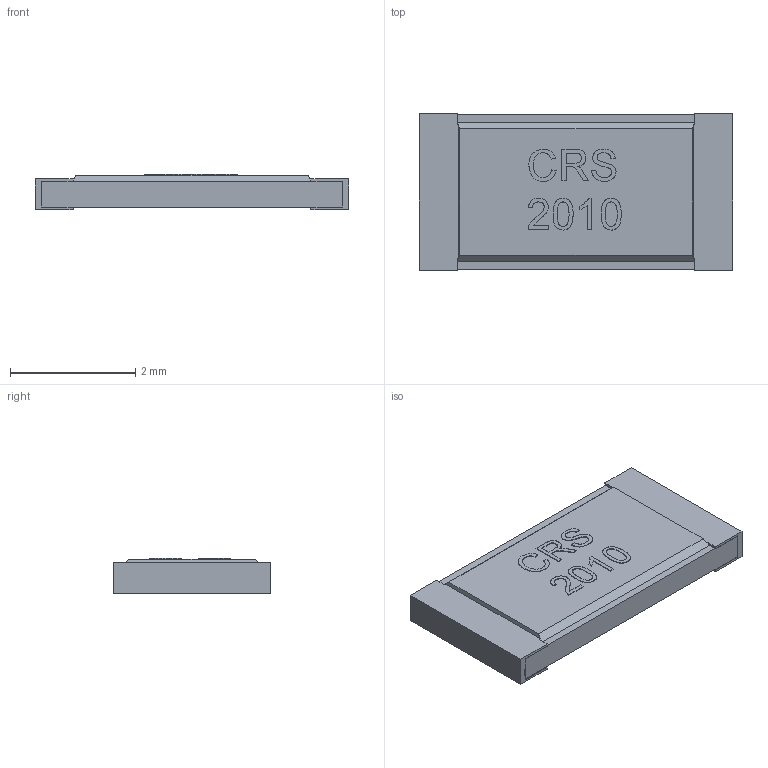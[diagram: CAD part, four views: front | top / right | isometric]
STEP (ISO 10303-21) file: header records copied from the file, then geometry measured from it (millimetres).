
FILE_DESCRIPTION(('FreeCAD Model'),'2;1');
FILE_NAME('R_2010.step','2017-06-07T19:27:28',( 'kicad StepUp'),('ksu MCAD'),'Open CASCADE STEP processor 7.1', 'FreeCAD','Unknown');
FILE_SCHEMA(('AUTOMOTIVE_DESIGN_CC2 { 1 2 10303 214 -1 1 5 4 }'));
Length unit declared in the file: millimetre
Products named in the file (1): R_2010
Bounding box: 5 x 2.5 x 0.56 mm (x, y, z)
Volume: 6.1 mm3; surface area: 32.5 mm2
Topology: 1 solids, 1 shells, 133 faces, 355 edges, 234 vertices
Faces by surface type: plane 72, bspline 61
Entity records: 8602 total; most frequent: CARTESIAN_POINT 4760, ORIENTED_EDGE 710, DIRECTION 379, EDGE_CURVE 355, VERTEX_POINT 234, LINE 233, VECTOR 233, FACE_BOUND 143
